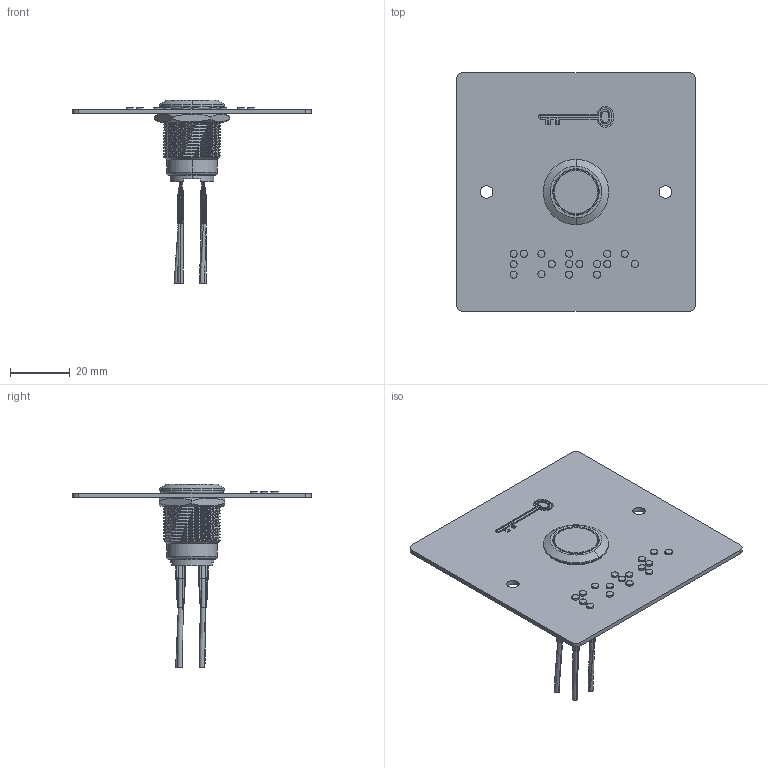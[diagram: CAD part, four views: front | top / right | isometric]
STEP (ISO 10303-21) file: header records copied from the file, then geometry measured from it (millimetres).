
FILE_DESCRIPTION (( 'STEP AP214' ), '1' );
FILE_NAME ('PB19NONC4FSBL.STEP', '2025-04-15T11:33:38', ( '' ), ( '' ), 'SwSTEP 2.0', 'SolidWorks 2024', '' );
FILE_SCHEMA (( 'AUTOMOTIVE_DESIGN' ));
Length unit declared in the file: millimetre
Products named in the file (1): PB19NONC4FSBL
Bounding box: 80 x 80 x 61.7 mm (x, y, z)
Volume: 16926.5 mm3; surface area: 18594.1 mm2
Topology: 12 solids, 12 shells, 500 faces, 1271 edges, 842 vertices
Faces by surface type: bspline 273, plane 128, cylinder 79, torus 12, cone 8
Entity records: 49219 total; most frequent: CARTESIAN_POINT 33555, ORIENTED_EDGE 2542, EDGE_CURVE 1271, DIRECTION 1195, VERTEX_POINT 842, B_SPLINE_CURVE_WITH_KNOTS 600, EDGE_LOOP 573, UNCERTAINTY_MEASURE_WITH_UNIT 513
